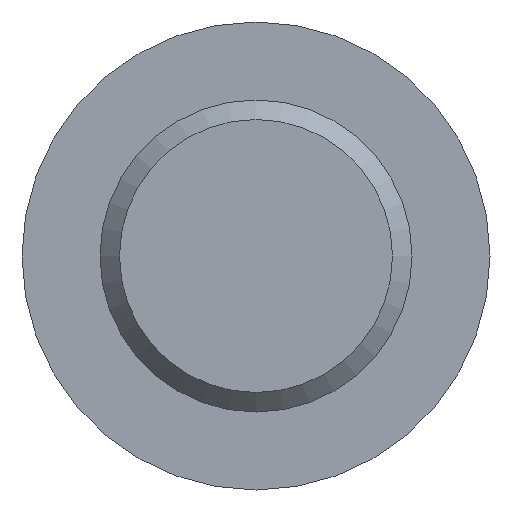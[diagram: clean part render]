
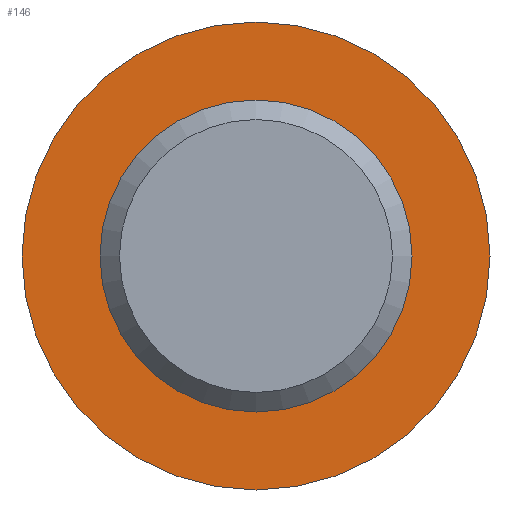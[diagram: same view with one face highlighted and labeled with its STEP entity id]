
A CAD part, front view. The second image highlights one B-rep face of the part: STEP entity #146.
In plain terms, the highlighted planar face has unit normal (0, -1, 0).
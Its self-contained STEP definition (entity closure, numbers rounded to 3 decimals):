
#62 = DIRECTION ( 'NONE',  ( 0., 0., -1. ) ) ;
#73 = DIRECTION ( 'NONE',  ( 0., 1., 0. ) ) ;
#79 = VERTEX_POINT ( 'NONE', #545 ) ;
#104 = CIRCLE ( 'NONE', #377, 8. ) ;
#125 = CIRCLE ( 'NONE', #337, 12. ) ;
#140 = DIRECTION ( 'NONE',  ( 0., -1., 0. ) ) ;
#146 = ADVANCED_FACE ( 'NONE', ( #440, #197 ), #274, .F. ) ;
#197 = FACE_OUTER_BOUND ( 'NONE', #437, .T. ) ;
#198 = CARTESIAN_POINT ( 'NONE',  ( 0., 120., -8. ) ) ;
#274 = PLANE ( 'NONE',  #541 ) ;
#299 = DIRECTION ( 'NONE',  ( 0., -1., 0. ) ) ;
#337 = AXIS2_PLACEMENT_3D ( 'NONE', #421, #140, #62 ) ;
#353 = VERTEX_POINT ( 'NONE', #198 ) ;
#355 = DIRECTION ( 'NONE',  ( 0., 0., 1. ) ) ;
#377 = AXIS2_PLACEMENT_3D ( 'NONE', #503, #299, #460 ) ;
#421 = CARTESIAN_POINT ( 'NONE',  ( 0., 120., 0. ) ) ;
#425 = ORIENTED_EDGE ( 'NONE', *, *, #533, .F. ) ;
#435 = CARTESIAN_POINT ( 'NONE',  ( -8., 120., 0. ) ) ;
#437 = EDGE_LOOP ( 'NONE', ( #470 ) ) ;
#440 = FACE_BOUND ( 'NONE', #531, .T. ) ;
#460 = DIRECTION ( 'NONE',  ( 0., 0., -1. ) ) ;
#470 = ORIENTED_EDGE ( 'NONE', *, *, #546, .T. ) ;
#503 = CARTESIAN_POINT ( 'NONE',  ( 0., 120., 0. ) ) ;
#531 = EDGE_LOOP ( 'NONE', ( #425 ) ) ;
#533 = EDGE_CURVE ( 'NONE', #353, #353, #104, .T. ) ;
#541 = AXIS2_PLACEMENT_3D ( 'NONE', #435, #73, #355 ) ;
#545 = CARTESIAN_POINT ( 'NONE',  ( 0., 120., -12. ) ) ;
#546 = EDGE_CURVE ( 'NONE', #79, #79, #125, .T. ) ;
